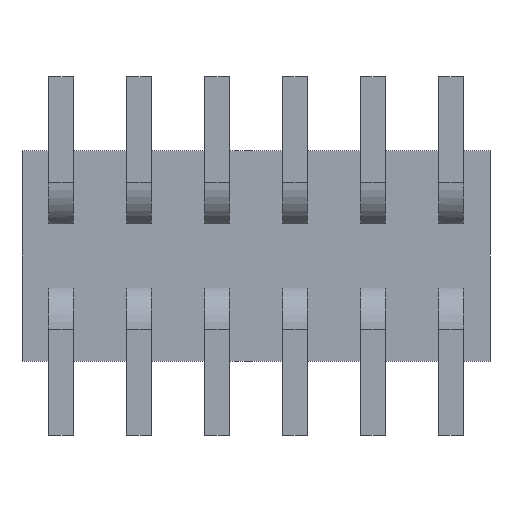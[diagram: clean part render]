
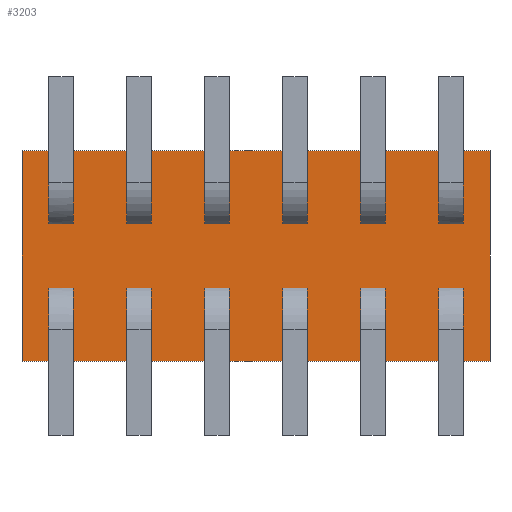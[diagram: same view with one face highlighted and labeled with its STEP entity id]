
A CAD part, front view. The second image highlights one B-rep face of the part: STEP entity #3203.
In plain terms, the highlighted planar face has unit normal (0, -1, 0).
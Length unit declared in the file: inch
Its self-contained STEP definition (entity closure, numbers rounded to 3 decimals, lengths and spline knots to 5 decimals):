
#108=ORIENTED_EDGE('',*,*,#1036,.F.);
#109=ORIENTED_EDGE('',*,*,#1046,.F.);
#110=ORIENTED_EDGE('',*,*,#1043,.F.);
#111=ORIENTED_EDGE('',*,*,#1040,.F.);
#1036=EDGE_CURVE('',#1510,#1511,#1810,.T.);
#1040=EDGE_CURVE('',#1511,#1514,#1814,.T.);
#1043=EDGE_CURVE('',#1514,#1516,#1817,.T.);
#1046=EDGE_CURVE('',#1516,#1510,#1820,.T.);
#1510=VERTEX_POINT('',#4541);
#1511=VERTEX_POINT('',#4542);
#1514=VERTEX_POINT('',#4550);
#1516=VERTEX_POINT('',#4556);
#1810=LINE('',#4540,#2236);
#1814=LINE('',#4549,#2240);
#1817=LINE('',#4555,#2243);
#1820=LINE('',#4561,#2246);
#2236=VECTOR('',#3652,39.37008);
#2240=VECTOR('',#3658,39.37008);
#2243=VECTOR('',#3663,39.37008);
#2246=VECTOR('',#3668,39.37008);
#2667=EDGE_LOOP('',(#108,#109,#110,#111));
#2847=FACE_BOUND('',#2667,.T.);
#3027=PLANE('',#3422);
#3203=ADVANCED_FACE('',(#2847),#3027,.F.);
#3422=AXIS2_PLACEMENT_3D('',#4564,#3672,#3673);
#3652=DIRECTION('',(0.,0.,1.));
#3658=DIRECTION('',(1.,0.,0.));
#3663=DIRECTION('',(0.,0.,-1.));
#3668=DIRECTION('',(-1.,0.,0.));
#3672=DIRECTION('',(0.,1.,0.));
#3673=DIRECTION('',(0.,0.,1.));
#4540=CARTESIAN_POINT('',(-0.15,0.,-0.0675));
#4541=CARTESIAN_POINT('',(-0.15,0.,-0.0675));
#4542=CARTESIAN_POINT('',(-0.15,0.,0.0675));
#4549=CARTESIAN_POINT('',(-0.15,0.,0.0675));
#4550=CARTESIAN_POINT('',(0.15,0.,0.0675));
#4555=CARTESIAN_POINT('',(0.15,0.,0.0675));
#4556=CARTESIAN_POINT('',(0.15,0.,-0.0675));
#4561=CARTESIAN_POINT('',(0.15,0.,-0.0675));
#4564=CARTESIAN_POINT('',(0.,0.,0.));
